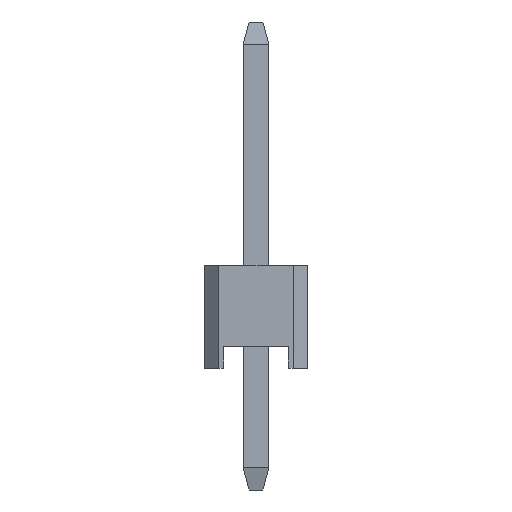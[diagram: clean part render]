
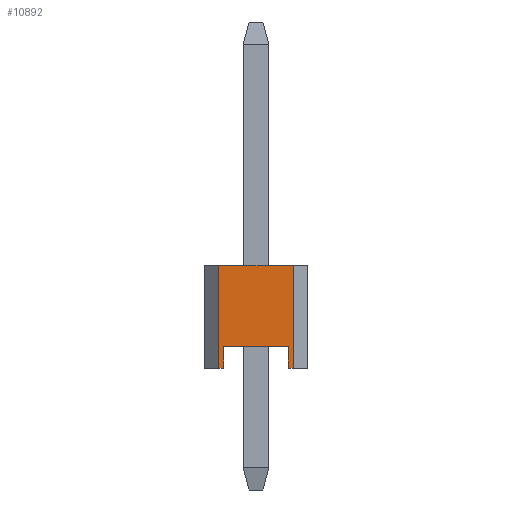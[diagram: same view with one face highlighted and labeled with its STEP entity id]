
A CAD part, left-side view. The second image highlights one B-rep face of the part: STEP entity #10892.
In plain terms, the highlighted planar face has unit normal (-1, 0, 0).
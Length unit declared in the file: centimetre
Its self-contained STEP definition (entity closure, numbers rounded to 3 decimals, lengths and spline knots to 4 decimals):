
#753=VERTEX_POINT('',#13693);
#754=VERTEX_POINT('',#13695);
#808=VERTEX_POINT('',#13805);
#810=VERTEX_POINT('',#13811);
#909=VERTEX_POINT('',#14037);
#1392=VERTEX_POINT('',#15628);
#1393=VERTEX_POINT('',#15630);
#1550=VERTEX_POINT('',#15946);
#1713=VECTOR('',#11673,1.);
#1768=VECTOR('',#11729,1.);
#1771=VECTOR('',#11733,1.);
#1884=VECTOR('',#11861,1.);
#2655=VECTOR('',#12969,1.);
#2814=VECTOR('',#13129,1.);
#2822=VECTOR('',#13141,1.);
#3133=LINE('',#13694,#1713);
#3188=LINE('',#13804,#1768);
#3191=LINE('',#13810,#1771);
#3304=LINE('',#14039,#1884);
#4075=LINE('',#15629,#2655);
#4234=LINE('',#15947,#2814);
#4242=LINE('',#15961,#2822);
#4557=EDGE_CURVE('',#754,#753,#3133,.T.);
#4612=EDGE_CURVE('',#808,#754,#3188,.T.);
#4615=EDGE_CURVE('',#810,#808,#3191,.T.);
#4732=EDGE_CURVE('',#753,#909,#3304,.T.);
#5599=EDGE_CURVE('',#1392,#1393,#4075,.T.);
#5758=EDGE_CURVE('',#1392,#1550,#4234,.T.);
#5766=EDGE_CURVE('',#810,#1550,#4242,.T.);
#5767=EDGE_CURVE('',#909,#1393,#3191,.T.);
#8345=ORIENTED_EDGE('',*,*,#4732,.T.);
#8346=ORIENTED_EDGE('',*,*,#5767,.T.);
#8347=ORIENTED_EDGE('',*,*,#5599,.F.);
#8348=ORIENTED_EDGE('',*,*,#5758,.T.);
#8349=ORIENTED_EDGE('',*,*,#5766,.F.);
#8350=ORIENTED_EDGE('',*,*,#4615,.T.);
#8351=ORIENTED_EDGE('',*,*,#4612,.T.);
#8352=ORIENTED_EDGE('',*,*,#4557,.T.);
#9576=EDGE_LOOP('',(#8345,#8346,#8347,#8348,#8349,#8350,#8351,#8352));
#10260=FACE_BOUND('',#9576,.T.);
#10892=ADVANCED_FACE('',(#10260),#16789,.T.);
#11420=AXIS2_PLACEMENT_3D('',#15962,#13142,$);
#11673=DIRECTION('',(0.,-1.,0.));
#11729=DIRECTION('',(0.,0.,1.));
#11733=DIRECTION('',(0.,-1.,0.));
#11861=DIRECTION('',(0.,0.,-1.));
#12969=DIRECTION('',(0.,0.,-1.));
#13129=DIRECTION('',(0.,1.,0.));
#13141=DIRECTION('',(0.,0.,1.));
#13142=DIRECTION('',(-1.,0.,0.));
#13693=CARTESIAN_POINT('',(-6.477,-0.08,0.054));
#13694=CARTESIAN_POINT('',(-6.477,0.,0.054));
#13695=CARTESIAN_POINT('',(-6.477,0.08,0.054));
#13804=CARTESIAN_POINT('',(-6.477,0.08,0.));
#13805=CARTESIAN_POINT('',(-6.477,0.08,0.));
#13810=CARTESIAN_POINT('',(-6.477,0.127,0.));
#13811=CARTESIAN_POINT('',(-6.477,0.092,0.));
#14037=CARTESIAN_POINT('',(-6.477,-0.08,0.));
#14039=CARTESIAN_POINT('',(-6.477,-0.08,0.));
#15628=CARTESIAN_POINT('',(-6.477,-0.092,0.254));
#15629=CARTESIAN_POINT('',(-6.477,-0.092,0.));
#15630=CARTESIAN_POINT('',(-6.477,-0.092,0.));
#15946=CARTESIAN_POINT('',(-6.477,0.092,0.254));
#15947=CARTESIAN_POINT('',(-6.477,0.127,0.254));
#15961=CARTESIAN_POINT('',(-6.477,0.092,0.));
#15962=CARTESIAN_POINT('',(-6.477,0.,0.));
#16789=PLANE('',#11420);
